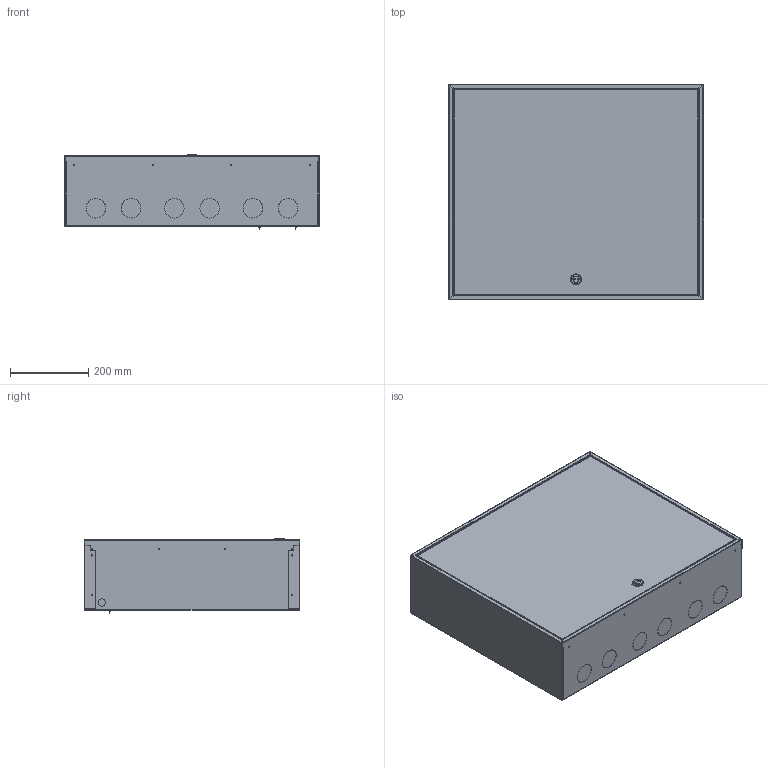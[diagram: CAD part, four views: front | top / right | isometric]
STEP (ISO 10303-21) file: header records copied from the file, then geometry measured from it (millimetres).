
FILE_DESCRIPTION (( 'STEP AP214' ), '1' );
FILE_NAME ('7972 T-box.STEP', '2023-12-07T10:25:34', ( '' ), ( '' ), 'SwSTEP 2.0', 'SolidWorks 2023', '' );
FILE_SCHEMA (( 'AUTOMOTIVE_DESIGN' ));
Length unit declared in the file: millimetre
Products named in the file (1): 7972 T-box
Bounding box: 650 x 550 x 191.07 mm (x, y, z)
Volume: 8560455.2 mm3; surface area: 2895848.1 mm2
Topology: 19 solids, 23 shells, 1963 faces, 5093 edges, 3234 vertices
Faces by surface type: plane 877, cylinder 769, cone 141, bspline 117, torus 47, sphere 12
Entity records: 94237 total; most frequent: CARTESIAN_POINT 47041, ORIENTED_EDGE 10154, DIRECTION 9312, EDGE_CURVE 5077, AXIS2_PLACEMENT_3D 3292, VERTEX_POINT 3234, LINE 2728, VECTOR 2728
